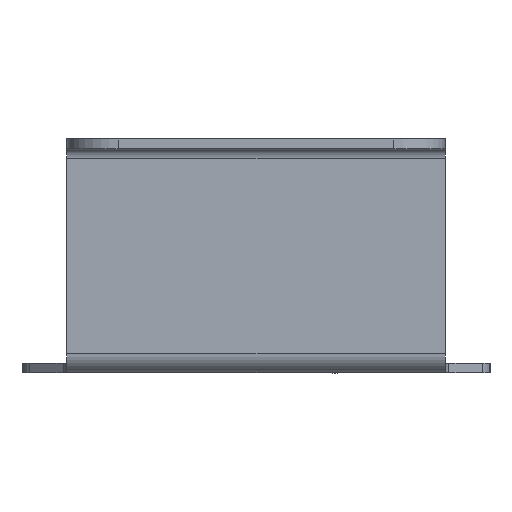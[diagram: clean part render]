
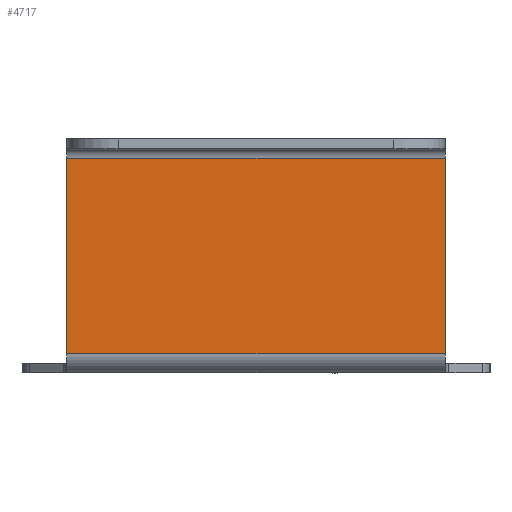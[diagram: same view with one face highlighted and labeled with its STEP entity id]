
A CAD part, left-side view. The second image highlights one B-rep face of the part: STEP entity #4717.
In plain terms, the highlighted planar face has unit normal (-1, 0, 0).
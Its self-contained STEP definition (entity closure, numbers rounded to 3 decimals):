
#1982=DIRECTION('',(0.,1.,0.));
#1983=VECTOR('',#1982,59.);
#1984=CARTESIAN_POINT('',(-87.5,0.,-32.));
#1985=LINE('',#1984,#1983);
#2041=DIRECTION('',(0.,0.,-1.));
#2042=VECTOR('',#2041,30.5);
#2043=CARTESIAN_POINT('',(-87.5,0.,-1.5));
#2044=LINE('',#2043,#2042);
#2062=DIRECTION('',(0.,0.,-1.));
#2063=VECTOR('',#2062,30.5);
#2064=CARTESIAN_POINT('',(-87.5,59.,-1.5));
#2065=LINE('',#2064,#2063);
#2083=DIRECTION('',(0.,1.,0.));
#2084=VECTOR('',#2083,59.);
#2085=CARTESIAN_POINT('',(-87.5,0.,-1.5));
#2086=LINE('',#2085,#2084);
#3327=CARTESIAN_POINT('',(-87.5,0.,-32.));
#3328=CARTESIAN_POINT('',(-87.5,59.,-32.));
#3329=VERTEX_POINT('',#3327);
#3330=VERTEX_POINT('',#3328);
#3331=CARTESIAN_POINT('',(-87.5,0.,-1.5));
#3332=CARTESIAN_POINT('',(-87.5,59.,-1.5));
#3333=VERTEX_POINT('',#3331);
#3334=VERTEX_POINT('',#3332);
#4704=CARTESIAN_POINT('',(-87.5,0.,0.));
#4705=DIRECTION('',(1.,0.,0.));
#4706=DIRECTION('',(0.,0.,-1.));
#4707=AXIS2_PLACEMENT_3D('',#4704,#4705,#4706);
#4708=PLANE('',#4707);
#4709=ORIENTED_EDGE('',*,*,#4696,.T.);
#4710=ORIENTED_EDGE('',*,*,#4642,.T.);
#4712=ORIENTED_EDGE('',*,*,#4711,.F.);
#4714=ORIENTED_EDGE('',*,*,#4713,.F.);
#4715=EDGE_LOOP('',(#4709,#4710,#4712,#4714));
#4716=FACE_OUTER_BOUND('',#4715,.F.);
#4717=ADVANCED_FACE('',(#4716),#4708,.F.);
#4642=EDGE_CURVE('',#3329,#3330,#1985,.T.);
#4696=EDGE_CURVE('',#3333,#3329,#2044,.T.);
#4711=EDGE_CURVE('',#3334,#3330,#2065,.T.);
#4713=EDGE_CURVE('',#3333,#3334,#2086,.T.);
